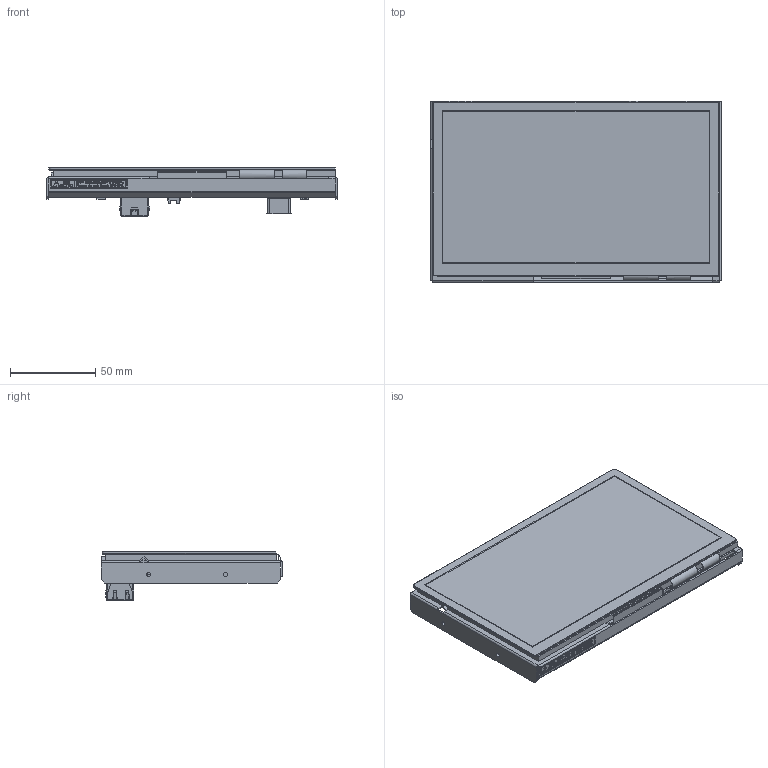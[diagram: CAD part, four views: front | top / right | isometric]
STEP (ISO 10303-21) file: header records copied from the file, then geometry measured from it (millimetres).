
FILE_DESCRIPTION(/* description */ (''),/* implementation_level */ '2;1');
FILE_NAME(/* name */ 'HP_EMG8-W207A7-0005-207.stp',/* time_stamp */ '2021-09-02T17:53:20+09:00',/* author */ ('Seeds-CAD2'),/* organization */ (''),/* preprocessor_version */ 'ST-DEVELOPER v18.1',/* originating_system */ 'Autodesk Inventor 2020',/* authorisation */ '');
FILE_SCHEMA (('AUTOMOTIVE_DESIGN { 1 0 10303 214 3 1 1 }'));
Products named in the file (1): HP_EMG8-W207A7-0005-207
Bounding box: 170 x 106.2 x 28.47 mm (x, y, z)
Volume: 134259.5 mm3; surface area: 136194.6 mm2
Topology: 1 solids, 10 shells, 6576 faces, 18429 edges, 12020 vertices
Faces by surface type: plane 5057, cylinder 921, bspline 548, cone 22, sphere 20, torus 8
Full cylindrical faces by diameter (mm): 0.3 x1, 1.2 x2, 1.328 x1, 2.459 x10, 3.5 x4, 3.6 x8, 4 x4, 4.2 x5, 8 x8
Entity records: 213087 total; most frequent: CARTESIAN_POINT 45341, ORIENTED_EDGE 36850, DIRECTION 31283, EDGE_CURVE 18425, LINE 15269, VECTOR 15269, VERTEX_POINT 12020, AXIS2_PLACEMENT_3D 8007
